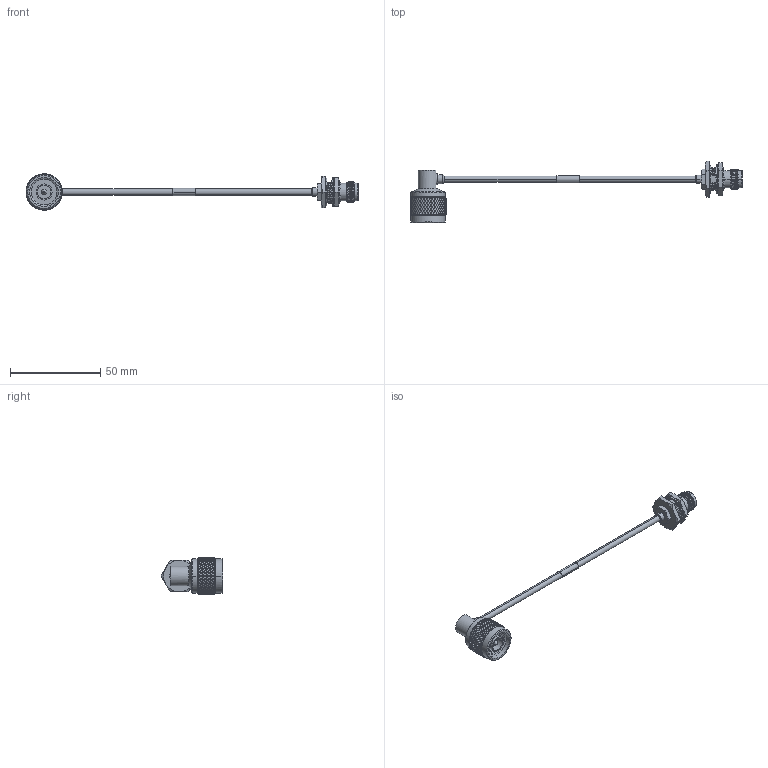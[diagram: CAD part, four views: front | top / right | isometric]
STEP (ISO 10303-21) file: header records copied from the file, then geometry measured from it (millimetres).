
FILE_DESCRIPTION (( 'STEP AP214' ), '1' );
FILE_NAME ('LCCA30451.step', '2020-05-02T08:57:38', ( '' ), ( '' ), 'SwSTEP 2.0', 'SolidWorks 2018', '' );
FILE_SCHEMA (( 'AUTOMOTIVE_DESIGN' ));
Length unit declared in the file: inch
Products named in the file (7): 1AW01-003_.152 ID; solder plug left^LCCA30451; LCCN3053; LCCA30451; solder plug right^LCCA30451; LC141TB (141 FORMABLE); LCCN3064
Assembly tree (6 placements, depth 2):
  LCCA30451
    LC141TB (141 FORMABLE)
    LCCN3053
    solder plug left^LCCA30451
    1AW01-003_.152 ID
    LCCN3064
    solder plug right^LCCA30451
Bounding box: 184.02 x 34.32 x 20.07 mm (x, y, z)
Volume: 7585.4 mm3; surface area: 9840.9 mm2
Topology: 10 solids, 10 shells, 2571 faces, 5380 edges, 2846 vertices
Faces by surface type: bspline 1676, cylinder 511, cone 297, plane 81, sphere 6
Entity records: 107253 total; most frequent: CARTESIAN_POINT 71162, ORIENTED_EDGE 10760, EDGE_CURVE 5380, DIRECTION 3183, VERTEX_POINT 2846, EDGE_LOOP 2602, ADVANCED_FACE 2571, FACE_OUTER_BOUND 2571
